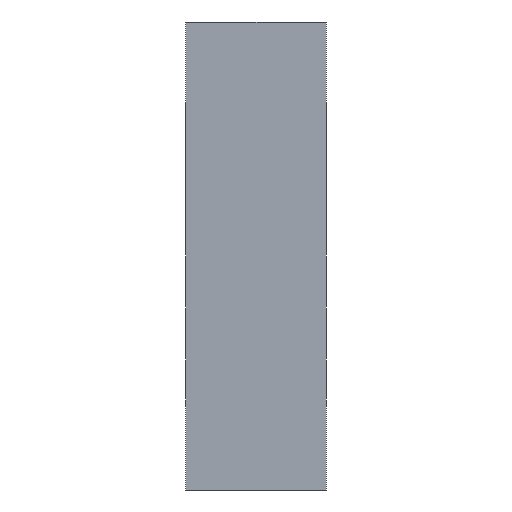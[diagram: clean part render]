
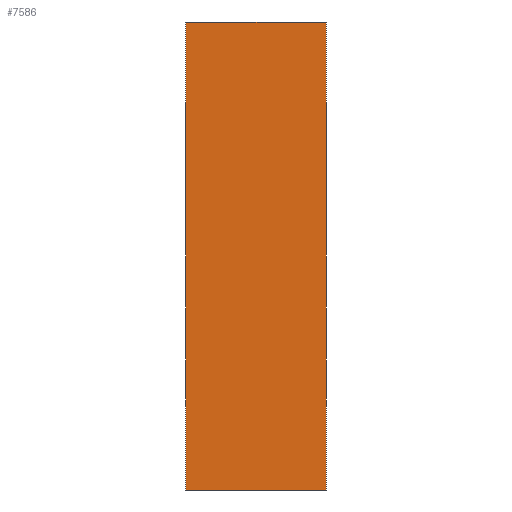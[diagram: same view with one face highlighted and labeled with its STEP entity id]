
A CAD part, left-side view. The second image highlights one B-rep face of the part: STEP entity #7586.
In plain terms, the highlighted planar face has unit normal (-1, 0, 0).
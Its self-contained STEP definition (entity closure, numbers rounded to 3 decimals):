
#209 = DIRECTION ( 'NONE',  ( 0., -1., 0. ) ) ;
#443 = ORIENTED_EDGE ( 'NONE', *, *, #7510, .F. ) ;
#513 = LINE ( 'NONE', #5257, #5207 ) ;
#533 = EDGE_LOOP ( 'NONE', ( #6039, #443, #7235, #7556 ) ) ;
#583 = DIRECTION ( 'NONE',  ( 0., 0., 1. ) ) ;
#1126 = VERTEX_POINT ( 'NONE', #2837 ) ;
#1330 = LINE ( 'NONE', #3975, #8114 ) ;
#2262 = CARTESIAN_POINT ( 'NONE',  ( 0., 6., 0. ) ) ;
#2266 = EDGE_CURVE ( 'NONE', #3097, #3073, #1330, .T. ) ;
#2395 = DIRECTION ( 'NONE',  ( 1., 0., 0. ) ) ;
#2692 = EDGE_CURVE ( 'NONE', #3097, #1126, #8200, .T. ) ;
#2810 = CARTESIAN_POINT ( 'NONE',  ( 0., 0., 0. ) ) ;
#2837 = CARTESIAN_POINT ( 'NONE',  ( 0., 6., 0. ) ) ;
#3073 = VERTEX_POINT ( 'NONE', #6455 ) ;
#3097 = VERTEX_POINT ( 'NONE', #3138 ) ;
#3138 = CARTESIAN_POINT ( 'NONE',  ( 0., 6., -20. ) ) ;
#3469 = DIRECTION ( 'NONE',  ( 0., -1., 0. ) ) ;
#3697 = PLANE ( 'NONE',  #4271 ) ;
#3755 = FACE_OUTER_BOUND ( 'NONE', #533, .T. ) ;
#3975 = CARTESIAN_POINT ( 'NONE',  ( 0., 6., -20. ) ) ;
#4180 = LINE ( 'NONE', #5550, #7494 ) ;
#4271 = AXIS2_PLACEMENT_3D ( 'NONE', #7649, #2395, #7038 ) ;
#4716 = EDGE_CURVE ( 'NONE', #3073, #6671, #513, .T. ) ;
#5207 = VECTOR ( 'NONE', #583, 1000. ) ;
#5257 = CARTESIAN_POINT ( 'NONE',  ( 0., 0., 0. ) ) ;
#5550 = CARTESIAN_POINT ( 'NONE',  ( 0., 6., 0. ) ) ;
#6039 = ORIENTED_EDGE ( 'NONE', *, *, #4716, .T. ) ;
#6455 = CARTESIAN_POINT ( 'NONE',  ( 0., 0., -20. ) ) ;
#6671 = VERTEX_POINT ( 'NONE', #2810 ) ;
#6762 = VECTOR ( 'NONE', #7579, 1000. ) ;
#7038 = DIRECTION ( 'NONE',  ( 0., 0., -1. ) ) ;
#7235 = ORIENTED_EDGE ( 'NONE', *, *, #2692, .F. ) ;
#7494 = VECTOR ( 'NONE', #209, 1000. ) ;
#7510 = EDGE_CURVE ( 'NONE', #1126, #6671, #4180, .T. ) ;
#7556 = ORIENTED_EDGE ( 'NONE', *, *, #2266, .T. ) ;
#7579 = DIRECTION ( 'NONE',  ( 0., 0., 1. ) ) ;
#7586 = ADVANCED_FACE ( 'NONE', ( #3755 ), #3697, .F. ) ;
#7649 = CARTESIAN_POINT ( 'NONE',  ( 0., 6., 0. ) ) ;
#8114 = VECTOR ( 'NONE', #3469, 1000. ) ;
#8200 = LINE ( 'NONE', #2262, #6762 ) ;
